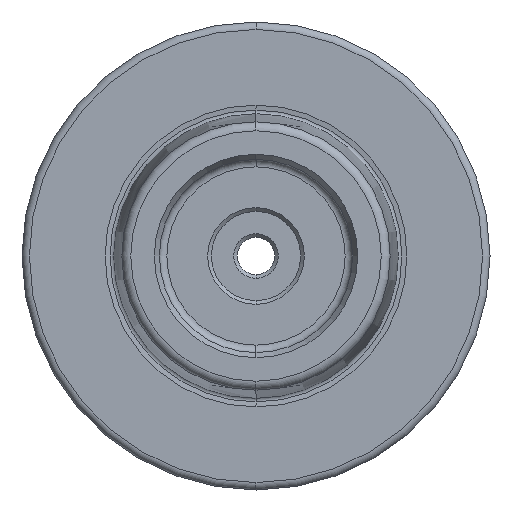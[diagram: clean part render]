
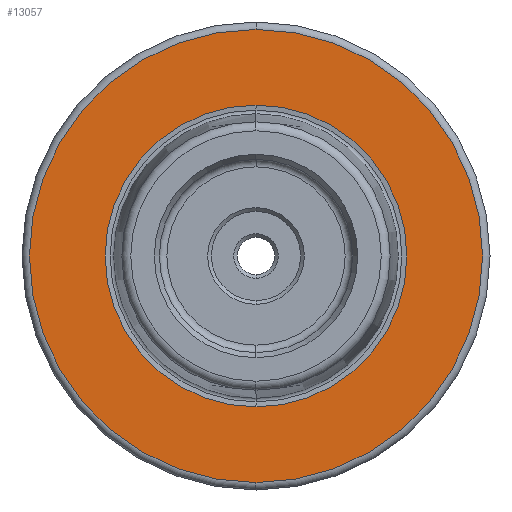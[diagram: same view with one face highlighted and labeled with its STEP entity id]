
A CAD part, left-side view. The second image highlights one B-rep face of the part: STEP entity #13057.
In plain terms, the highlighted planar face has unit normal (-1, 0, 0).
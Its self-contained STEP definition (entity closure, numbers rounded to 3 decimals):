
#23 = ORIENTED_EDGE ( 'NONE', *, *, #12639, .T. ) ;
#78 = ORIENTED_EDGE ( 'NONE', *, *, #1872, .T. ) ;
#1717 = EDGE_CURVE ( 'NONE', #2252, #2270, #8704, .T. ) ;
#1872 = EDGE_CURVE ( 'NONE', #2256, #2335, #8854, .T. ) ;
#2252 = VERTEX_POINT ( 'NONE', #10427 ) ;
#2256 = VERTEX_POINT ( 'NONE', #10423 ) ;
#2270 = VERTEX_POINT ( 'NONE', #10421 ) ;
#2335 = VERTEX_POINT ( 'NONE', #10512 ) ;
#2489 = ORIENTED_EDGE ( 'NONE', *, *, #12912, .T. ) ;
#2495 = ORIENTED_EDGE ( 'NONE', *, *, #1717, .T. ) ;
#4649 = CARTESIAN_POINT ( 'NONE',  ( 0., 20.308, 0. ) ) ;
#4659 = DIRECTION ( 'NONE',  ( -1., 0., 0. ) ) ;
#4670 = DIRECTION ( 'NONE',  ( 0., 0., 1. ) ) ;
#4686 = PLANE ( 'NONE',  #12851 ) ;
#8704 = CIRCLE ( 'NONE', #12680, 30.5 ) ;
#8854 = CIRCLE ( 'NONE', #12713, 20.308 ) ;
#8873 = CIRCLE ( 'NONE', #12723, 20.308 ) ;
#8893 = CIRCLE ( 'NONE', #12753, 30.5 ) ;
#9273 = FACE_OUTER_BOUND ( 'NONE', #11676, .T. ) ;
#9282 = FACE_BOUND ( 'NONE', #11710, .T. ) ;
#10191 = DIRECTION ( 'NONE',  ( 0., 0., -1. ) ) ;
#10204 = CARTESIAN_POINT ( 'NONE',  ( 0., 0., 0. ) ) ;
#10207 = DIRECTION ( 'NONE',  ( 1., 0., 0. ) ) ;
#10421 = CARTESIAN_POINT ( 'NONE',  ( 0., 0., -30.5 ) ) ;
#10423 = CARTESIAN_POINT ( 'NONE',  ( 0., 0., 20.308 ) ) ;
#10427 = CARTESIAN_POINT ( 'NONE',  ( 0., 0., 30.5 ) ) ;
#10512 = CARTESIAN_POINT ( 'NONE',  ( 0., 0., -20.308 ) ) ;
#10567 = DIRECTION ( 'NONE',  ( 0., 0., 1. ) ) ;
#10577 = CARTESIAN_POINT ( 'NONE',  ( 0., 0., 0. ) ) ;
#10592 = DIRECTION ( 'NONE',  ( -1., 0., 0. ) ) ;
#10603 = DIRECTION ( 'NONE',  ( 1., 0., 0. ) ) ;
#10606 = CARTESIAN_POINT ( 'NONE',  ( 0., 0., 0. ) ) ;
#10633 = DIRECTION ( 'NONE',  ( 0., 0., -1. ) ) ;
#11676 = EDGE_LOOP ( 'NONE', ( #2495, #23 ) ) ;
#11710 = EDGE_LOOP ( 'NONE', ( #78, #2489 ) ) ;
#12541 = DIRECTION ( 'NONE',  ( 0., 0., 1. ) ) ;
#12546 = DIRECTION ( 'NONE',  ( -1., 0., 0. ) ) ;
#12556 = CARTESIAN_POINT ( 'NONE',  ( 0., 0., 0. ) ) ;
#12639 = EDGE_CURVE ( 'NONE', #2270, #2252, #8893, .T. ) ;
#12680 = AXIS2_PLACEMENT_3D ( 'NONE', #12556, #12546, #12541 ) ;
#12713 = AXIS2_PLACEMENT_3D ( 'NONE', #10204, #10207, #10191 ) ;
#12723 = AXIS2_PLACEMENT_3D ( 'NONE', #10606, #10603, #10633 ) ;
#12753 = AXIS2_PLACEMENT_3D ( 'NONE', #10577, #10592, #10567 ) ;
#12851 = AXIS2_PLACEMENT_3D ( 'NONE', #4649, #4659, #4670 ) ;
#12912 = EDGE_CURVE ( 'NONE', #2335, #2256, #8873, .T. ) ;
#13057 = ADVANCED_FACE ( 'NONE', ( #9273, #9282 ), #4686, .T. ) ;
